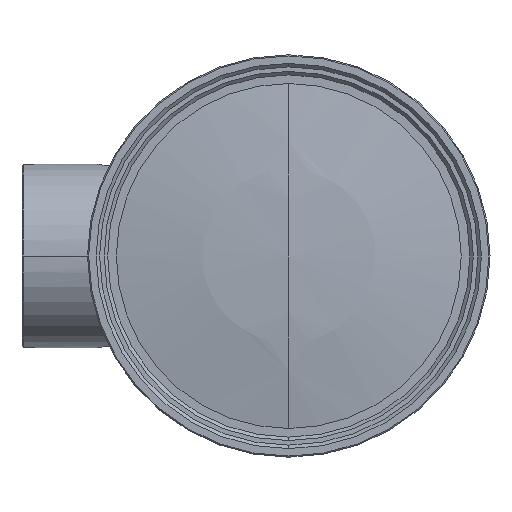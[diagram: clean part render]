
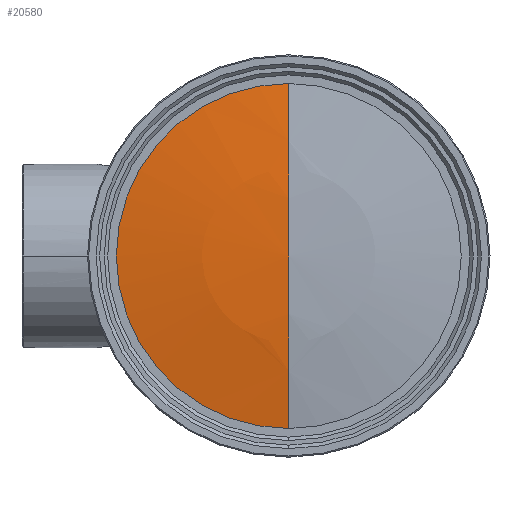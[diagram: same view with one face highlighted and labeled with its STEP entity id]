
A CAD part, left-side view. The second image highlights one B-rep face of the part: STEP entity #20580.
In plain terms, the highlighted spherical face has radius 84.29 mm.
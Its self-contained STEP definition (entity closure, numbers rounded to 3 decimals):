
#20511 = VERTEX_POINT('',#20512);
#20512 = CARTESIAN_POINT('',(-52.555,-15.,0.));
#20518 = EDGE_CURVE('',#20519,#20511,#20521,.T.);
#20519 = VERTEX_POINT('',#20520);
#20520 = CARTESIAN_POINT('',(-52.555,15.,0.));
#20521 = CIRCLE('',#20522,15.);
#20522 = AXIS2_PLACEMENT_3D('',#20523,#20524,#20525);
#20523 = CARTESIAN_POINT('',(-52.555,0.,0.));
#20524 = DIRECTION('',(-1.,0.,0.));
#20525 = DIRECTION('',(0.,1.,0.));
#20559 = EDGE_CURVE('',#20511,#20560,#20562,.T.);
#20560 = VERTEX_POINT('',#20561);
#20561 = CARTESIAN_POINT('',(-53.9,0.,0.));
#20562 = CIRCLE('',#20563,84.29);
#20563 = AXIS2_PLACEMENT_3D('',#20564,#20565,#20566);
#20564 = CARTESIAN_POINT('',(30.39,0.,0.));
#20565 = DIRECTION('',(0.,0.,-1.));
#20566 = DIRECTION('',(-0.984,-0.178,-0.));
#20569 = EDGE_CURVE('',#20519,#20560,#20570,.T.);
#20570 = CIRCLE('',#20571,84.29);
#20571 = AXIS2_PLACEMENT_3D('',#20572,#20573,#20574);
#20572 = CARTESIAN_POINT('',(30.39,0.,0.));
#20573 = DIRECTION('',(0.,0.,1.));
#20574 = DIRECTION('',(-0.984,0.178,0.));
#20580 = ADVANCED_FACE('',(#20581),#20586,.T.);
#20581 = FACE_BOUND('',#20582,.T.);
#20582 = EDGE_LOOP('',(#20583,#20584,#20585));
#20583 = ORIENTED_EDGE('',*,*,#20518,.T.);
#20584 = ORIENTED_EDGE('',*,*,#20559,.T.);
#20585 = ORIENTED_EDGE('',*,*,#20569,.F.);
#20586 = SPHERICAL_SURFACE('',#20587,84.29);
#20587 = AXIS2_PLACEMENT_3D('',#20588,#20589,#20590);
#20588 = CARTESIAN_POINT('',(30.39,0.,0.));
#20589 = DIRECTION('',(-1.,0.,0.));
#20590 = DIRECTION('',(0.,1.,0.));
